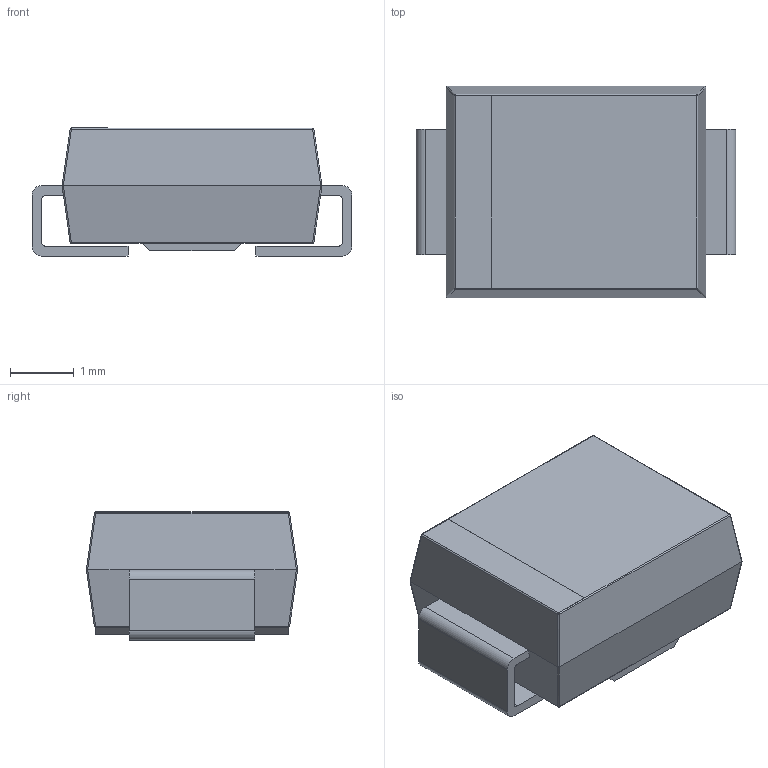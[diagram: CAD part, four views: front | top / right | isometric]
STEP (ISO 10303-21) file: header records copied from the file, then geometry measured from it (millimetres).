
FILE_DESCRIPTION( ( '' ), ' ' );
FILE_NAME( '5be42d43a41bf117c68c150d.step', '2018-11-08T12:34:11', ( '' ), ( '' ), ' ', ' ', ' ' );
FILE_SCHEMA( ( 'AUTOMOTIVE_DESIGN { 1 0 10303 214 1 1 1 1 }' ) );
Length unit declared in the file: metre
Products named in the file (3): Open CASCADE STEP translator 6.8 2; Open CASCADE STEP translator 6.8 1
Bounding box: 5 x 3.3 x 2 mm (x, y, z)
Volume: 24.6 mm3; surface area: 109.7 mm2
Topology: 3 solids, 3 shells, 72 faces, 164 edges, 96 vertices
Faces by surface type: plane 40, cylinder 24, sphere 8
Entity records: 3408 total; most frequent: DIRECTION 358, CARTESIAN_POINT 335, ORIENTED_EDGE 328, STYLED_ITEM 236, PRESENTATION_STYLE_ASSIGNMENT 236, COLOUR_RGB 236, EDGE_CURVE 164, CURVE_STYLE 164
